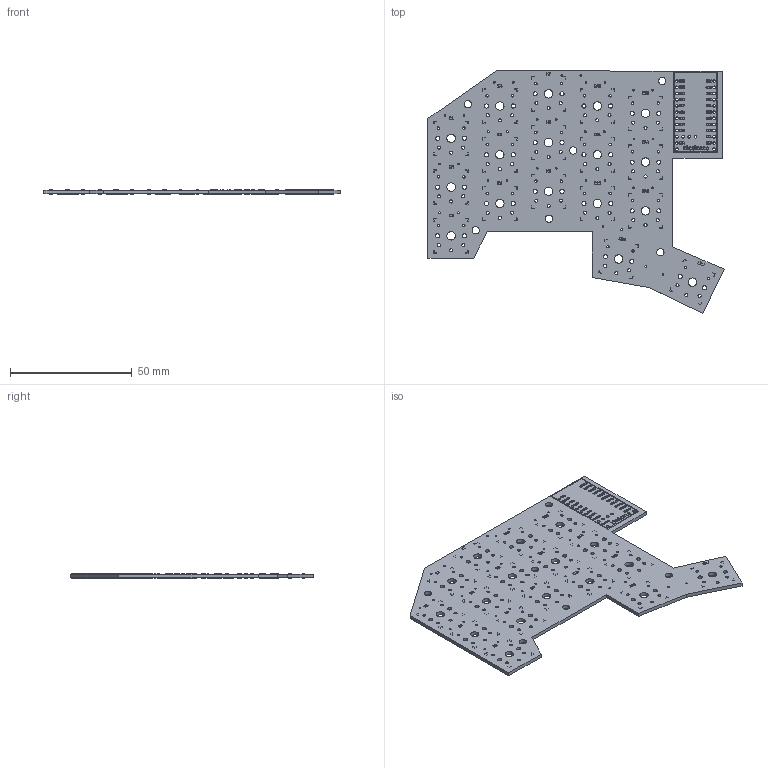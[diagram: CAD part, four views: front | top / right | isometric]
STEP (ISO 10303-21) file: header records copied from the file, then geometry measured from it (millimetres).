
FILE_DESCRIPTION(('KiCad electronic assembly'),'2;1');
FILE_NAME('ErgoDecks.step','2025-05-24T13:15:15',('Pcbnew'),('Kicad'), 'Open CASCADE STEP processor 7.8','KiCad to STEP converter','Unknown' );
FILE_SCHEMA(('AUTOMOTIVE_DESIGN { 1 0 10303 214 1 1 1 1 }'));
Length unit declared in the file: millimetre
Products named in the file (3): ErgoDecks 1; ErgoDecks_silkscreen; ErgoDecks_PCB
Assembly tree (2 placements, depth 2):
  ErgoDecks 1
    ErgoDecks_silkscreen
    ErgoDecks_PCB
Bounding box: 121.48 x 99.54 x 1.66 mm (x, y, z)
Volume: 12078.7 mm3; surface area: 18336.9 mm2
Topology: 1 solids, 365 shells, 583 faces, 7409 edges, 7192 vertices
Faces by surface type: plane 380, cylinder 203
Full cylindrical faces by diameter (mm): 0.7 x34, 0.991 x34, 1.092 x27, 1.27 x51, 1.702 x34, 3 x6, 3.429 x17
Entity records: 71403 total; most frequent: CARTESIAN_POINT 15187, DIRECTION 10688, ORIENTED_EDGE 8060, EDGE_CURVE 7409, VERTEX_POINT 7192, LINE 5302, VECTOR 5302, AXIS2_PLACEMENT_3D 2693
